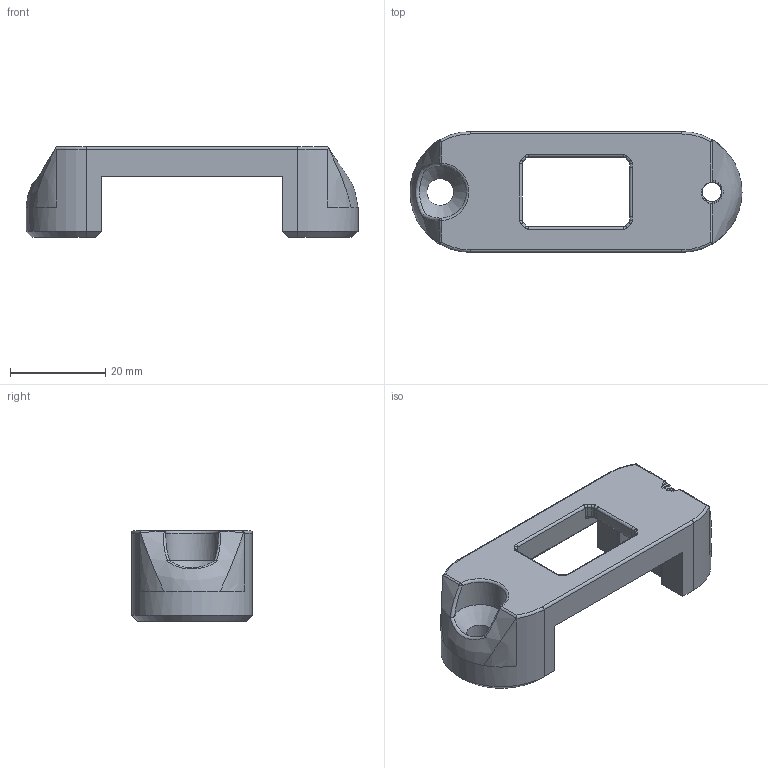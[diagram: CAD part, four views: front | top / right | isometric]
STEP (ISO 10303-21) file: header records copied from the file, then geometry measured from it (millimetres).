
FILE_DESCRIPTION(/* description */ (''),/* implementation_level */ '2;1');
FILE_NAME(/* name */ 'Hall Effect Sensor Mount Half 1.5-inch v1.step',/* time_stamp */ '2023-11-10T07:15:28-05:00',/* author */ (''),/* organization */ (''),/* preprocessor_version */ 'ST-DEVELOPER v20',/* originating_system */ 'Autodesk Translation Framework v12.14.0.127',/* authorisation */ '');
FILE_SCHEMA (('AUTOMOTIVE_DESIGN { 1 0 10303 214 3 1 1 }'));
Length unit declared in the file: inch
Products named in the file (3): Hall Effect Sensor Mount Half 1.5-inch; Basic Tube Mount Half v2; Basic Mount
Assembly tree (2 placements, depth 3):
  Hall Effect Sensor Mount Half 1.5-inch
    Basic Tube Mount Half v2
      Basic Mount
Bounding box: 69.85 x 25.4 x 19.05 mm (x, y, z)
Volume: 13280.6 mm3; surface area: 6345.5 mm2
Topology: 1 solids, 1 shells, 236 faces, 628 edges, 381 vertices
Faces by surface type: cylinder 111, bspline 56, plane 51, sphere 8, torus 7, cone 3
Full cylindrical faces by diameter (mm): 3.146 x2, 4.064 x11, 4.826 x9, 5.613 x1
Entity records: 11059 total; most frequent: CARTESIAN_POINT 5638, ORIENTED_EDGE 1232, DIRECTION 958, EDGE_CURVE 616, VERTEX_POINT 381, AXIS2_PLACEMENT_3D 357, LINE 244, VECTOR 244
